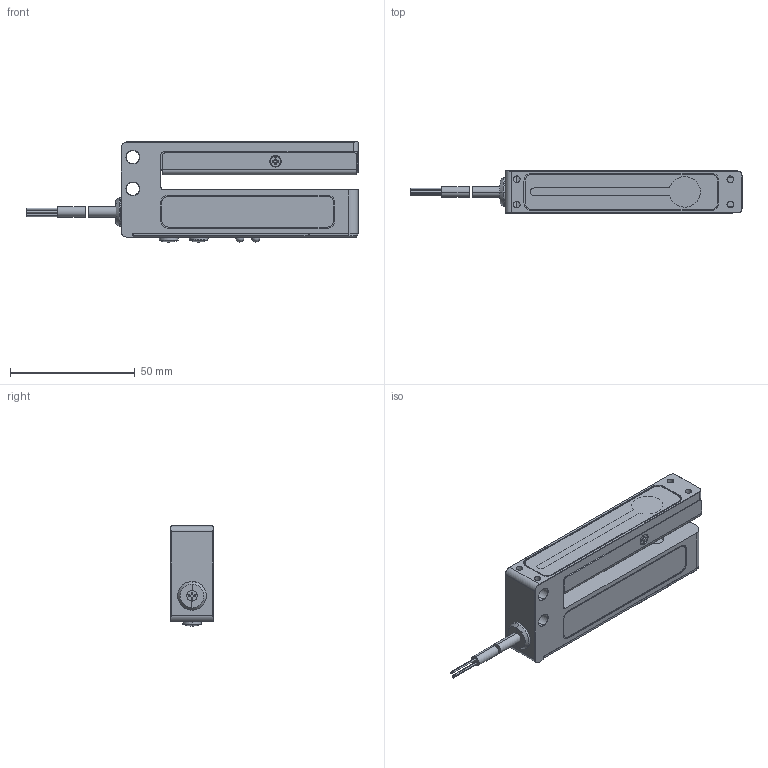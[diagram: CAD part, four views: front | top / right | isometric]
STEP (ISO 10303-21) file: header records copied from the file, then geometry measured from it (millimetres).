
FILE_DESCRIPTION (( 'STEP AP214' ), '1' );
FILE_NAME ('CLS-2x.STEP', '2022-01-07T13:34:27', ( 'USER' ), ( '' ), 'SwSTEP 2.0', 'SolidWorks 2021', '' );
FILE_SCHEMA (( 'AUTOMOTIVE_DESIGN' ));
Length unit declared in the file: inch
Products named in the file (1): CLS-2x
Bounding box: 132.99 x 16.86 x 40.14 mm (x, y, z)
Surface area: 22483.4 mm2 (no closed solid volume)
Topology: 0 solids, 55 shells, 341 faces, 1493 edges, 1203 vertices
Faces by surface type: plane 198, cylinder 79, cone 48, sphere 8, torus 4, bspline 4
Entity records: 22679 total; most frequent: CARTESIAN_POINT 6666, DIRECTION 2157, ORIENTED_EDGE 2156, EDGE_CURVE 1489, VERTEX_POINT 1203, LINE 881, VECTOR 881, AXIS2_PLACEMENT_3D 638
